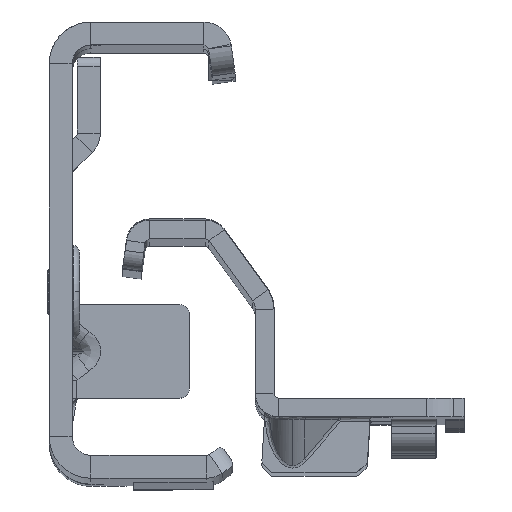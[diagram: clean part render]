
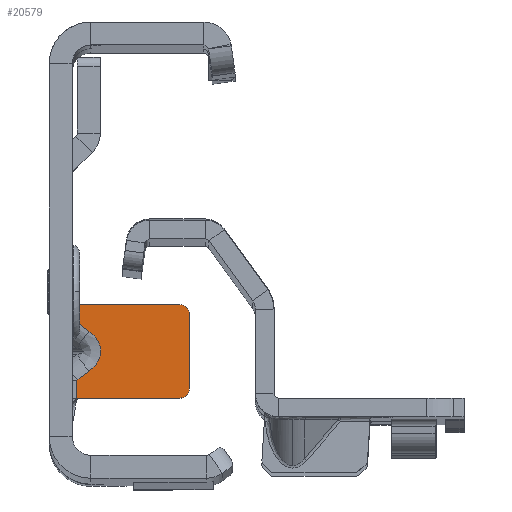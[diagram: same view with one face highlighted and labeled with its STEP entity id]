
A CAD part, top view. The second image highlights one B-rep face of the part: STEP entity #20579.
In plain terms, the highlighted planar face has unit normal (0, 0, 1).
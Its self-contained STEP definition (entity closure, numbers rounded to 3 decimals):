
#46 = VERTEX_POINT ( 'NONE', #11560 ) ;
#260 = CARTESIAN_POINT ( 'NONE',  ( 0.5, 22.3, -491.5 ) ) ;
#283 = AXIS2_PLACEMENT_3D ( 'NONE', #1447, #4476, #14260 ) ;
#547 = CARTESIAN_POINT ( 'NONE',  ( 1.778, -7.393, -491.5 ) ) ;
#617 = CARTESIAN_POINT ( 'NONE',  ( 0.5, -14.55, -491.5 ) ) ;
#802 = DIRECTION ( 'NONE',  ( 0., 1., 0. ) ) ;
#1447 = CARTESIAN_POINT ( 'NONE',  ( -7.344, 22.3, -491.5 ) ) ;
#2326 = LINE ( 'NONE', #7668, #3073 ) ;
#2486 = EDGE_LOOP ( 'NONE', ( #4350, #17612, #15890, #21299, #7474, #19154, #27604, #34753, #34041, #24290, #34458, #9681 ) ) ;
#2515 = CARTESIAN_POINT ( 'NONE',  ( 11.5, -13.55, -491.5 ) ) ;
#3073 = VECTOR ( 'NONE', #7833, 1000. ) ;
#3215 = VERTEX_POINT ( 'NONE', #22348 ) ;
#3659 = DIRECTION ( 'NONE',  ( -1., 0., 0. ) ) ;
#3690 = EDGE_CURVE ( 'NONE', #33057, #3215, #20587, .T. ) ;
#4350 = ORIENTED_EDGE ( 'NONE', *, *, #8325, .F. ) ;
#4476 = DIRECTION ( 'NONE',  ( 0., 0., -1. ) ) ;
#4620 = EDGE_CURVE ( 'NONE', #9640, #10116, #7783, .T. ) ;
#4872 = EDGE_CURVE ( 'NONE', #34730, #3215, #30627, .T. ) ;
#5785 = CARTESIAN_POINT ( 'NONE',  ( 0.64, -14.55, -491.5 ) ) ;
#5878 = CARTESIAN_POINT ( 'NONE',  ( 2.628, -11.106, -491.5 ) ) ;
#5947 = DIRECTION ( 'NONE',  ( 0., 1., 0. ) ) ;
#6072 = EDGE_CURVE ( 'NONE', #9637, #33057, #30061, .T. ) ;
#6260 = VECTOR ( 'NONE', #3659, 1000. ) ;
#6287 = CARTESIAN_POINT ( 'NONE',  ( 11.5, -4.55, -491.5 ) ) ;
#6463 =( BOUNDED_CURVE ( )  B_SPLINE_CURVE ( 3, ( #24238, #29838, #32669, #547 ),
 .UNSPECIFIED., .F., .F. ) 
 B_SPLINE_CURVE_WITH_KNOTS ( ( 4, 4 ),
 ( 2.356, 3.927 ),
 .UNSPECIFIED. ) 
 CURVE ( )  GEOMETRIC_REPRESENTATION_ITEM ( )  RATIONAL_B_SPLINE_CURVE ( ( 1., 0.805, 0.805, 1. ) ) 
 REPRESENTATION_ITEM ( '' )  );
#6498 = VECTOR ( 'NONE', #15935, 1000. ) ;
#6870 = VERTEX_POINT ( 'NONE', #27297 ) ;
#6923 = EDGE_CURVE ( 'NONE', #18321, #34730, #12678, .T. ) ;
#7201 = AXIS2_PLACEMENT_3D ( 'NONE', #2515, #10818, #29826 ) ;
#7474 = ORIENTED_EDGE ( 'NONE', *, *, #28991, .T. ) ;
#7505 = EDGE_CURVE ( 'NONE', #46, #31554, #15761, .T. ) ;
#7668 = CARTESIAN_POINT ( 'NONE',  ( 12.5, 22.3, -491.5 ) ) ;
#7684 = CARTESIAN_POINT ( 'NONE',  ( 1.35, -7.091, -491.5 ) ) ;
#7783 = LINE ( 'NONE', #20835, #15293 ) ;
#7796 = EDGE_CURVE ( 'NONE', #18834, #6870, #6463, .T. ) ;
#7833 = DIRECTION ( 'NONE',  ( 0., 1., 0. ) ) ;
#7852 = CARTESIAN_POINT ( 'NONE',  ( 1.778, -11.707, -491.5 ) ) ;
#8325 = EDGE_CURVE ( 'NONE', #6870, #9637, #31798, .T. ) ;
#8472 = EDGE_CURVE ( 'NONE', #10116, #12341, #34754, .T. ) ;
#8508 = CARTESIAN_POINT ( 'NONE',  ( 12.5, -13.55, -491.5 ) ) ;
#9111 = CARTESIAN_POINT ( 'NONE',  ( 0.57, -4.55, -491.5 ) ) ;
#9637 = VERTEX_POINT ( 'NONE', #20946 ) ;
#9640 = VERTEX_POINT ( 'NONE', #31666 ) ;
#9681 = ORIENTED_EDGE ( 'NONE', *, *, #6072, .F. ) ;
#10116 = VERTEX_POINT ( 'NONE', #27706 ) ;
#10818 = DIRECTION ( 'NONE',  ( 0., 0., 1. ) ) ;
#11560 = CARTESIAN_POINT ( 'NONE',  ( 0.5, -14.55, -491.5 ) ) ;
#12341 = VERTEX_POINT ( 'NONE', #8508 ) ;
#12678 = CIRCLE ( 'NONE', #27272, 1. ) ;
#13908 = CARTESIAN_POINT ( 'NONE',  ( 0.71, -14.55, -491.5 ) ) ;
#14260 = DIRECTION ( 'NONE',  ( 0., 1., 0. ) ) ;
#15293 = VECTOR ( 'NONE', #29243, 1000. ) ;
#15761 = LINE ( 'NONE', #21208, #6498 ) ;
#15890 = ORIENTED_EDGE ( 'NONE', *, *, #19027, .F. ) ;
#15935 = DIRECTION ( 'NONE',  ( 0., 1., 0. ) ) ;
#16391 = CARTESIAN_POINT ( 'NONE',  ( 11.5, -5.55, -491.5 ) ) ;
#16769 = VECTOR ( 'NONE', #31087, 1000. ) ;
#17205 = CARTESIAN_POINT ( 'NONE',  ( 0.71, -4.55, -491.5 ) ) ;
#17612 = ORIENTED_EDGE ( 'NONE', *, *, #7796, .F. ) ;
#18321 = VERTEX_POINT ( 'NONE', #28330 ) ;
#18747 = B_SPLINE_CURVE_WITH_KNOTS ( 'NONE', 3,
 ( #617, #30231, #5785, #13908 ),
 .UNSPECIFIED., .F., .F.,
 ( 4, 4 ),
 ( 0., 0. ),
 .UNSPECIFIED. ) ;
#18834 = VERTEX_POINT ( 'NONE', #7852 ) ;
#19027 = EDGE_CURVE ( 'NONE', #31554, #18834, #32661, .T. ) ;
#19154 = ORIENTED_EDGE ( 'NONE', *, *, #4620, .T. ) ;
#19590 = CARTESIAN_POINT ( 'NONE',  ( -7.344, -4.55, -491.5 ) ) ;
#20020 = CARTESIAN_POINT ( 'NONE',  ( 0.5, -12.61, -491.5 ) ) ;
#20579 = ADVANCED_FACE ( 'NONE', ( #25811 ), #28610, .F. ) ;
#20587 = B_SPLINE_CURVE_WITH_KNOTS ( 'NONE', 3,
 ( #33224, #9111, #30560, #17205 ),
 .UNSPECIFIED., .F., .F.,
 ( 4, 4 ),
 ( 0., 0. ),
 .UNSPECIFIED. ) ;
#20835 = CARTESIAN_POINT ( 'NONE',  ( -7.344, -14.55, -491.5 ) ) ;
#20946 = CARTESIAN_POINT ( 'NONE',  ( 0.5, -6.49, -491.5 ) ) ;
#21208 = CARTESIAN_POINT ( 'NONE',  ( 0.5, 22.3, -491.5 ) ) ;
#21299 = ORIENTED_EDGE ( 'NONE', *, *, #7505, .F. ) ;
#22139 = VECTOR ( 'NONE', #5947, 1000. ) ;
#22348 = CARTESIAN_POINT ( 'NONE',  ( 0.71, -4.55, -491.5 ) ) ;
#24238 = CARTESIAN_POINT ( 'NONE',  ( 1.778, -11.707, -491.5 ) ) ;
#24290 = ORIENTED_EDGE ( 'NONE', *, *, #4872, .T. ) ;
#25087 = DIRECTION ( 'NONE',  ( 0.816, 0.577, 0. ) ) ;
#25811 = FACE_OUTER_BOUND ( 'NONE', #2486, .T. ) ;
#27272 = AXIS2_PLACEMENT_3D ( 'NONE', #16391, #33096, #802 ) ;
#27297 = CARTESIAN_POINT ( 'NONE',  ( 1.778, -7.393, -491.5 ) ) ;
#27604 = ORIENTED_EDGE ( 'NONE', *, *, #8472, .T. ) ;
#27706 = CARTESIAN_POINT ( 'NONE',  ( 11.5, -14.55, -491.5 ) ) ;
#27993 = EDGE_CURVE ( 'NONE', #12341, #18321, #2326, .T. ) ;
#28330 = CARTESIAN_POINT ( 'NONE',  ( 12.5, -5.55, -491.5 ) ) ;
#28610 = PLANE ( 'NONE',  #283 ) ;
#28991 = EDGE_CURVE ( 'NONE', #46, #9640, #18747, .T. ) ;
#29243 = DIRECTION ( 'NONE',  ( 1., 0., 0. ) ) ;
#29826 = DIRECTION ( 'NONE',  ( 0., 1., 0. ) ) ;
#29838 = CARTESIAN_POINT ( 'NONE',  ( 3.565, -10.443, -491.5 ) ) ;
#30061 = LINE ( 'NONE', #260, #22139 ) ;
#30231 = CARTESIAN_POINT ( 'NONE',  ( 0.57, -14.55, -491.5 ) ) ;
#30560 = CARTESIAN_POINT ( 'NONE',  ( 0.64, -4.55, -491.5 ) ) ;
#30627 = LINE ( 'NONE', #19590, #6260 ) ;
#31087 = DIRECTION ( 'NONE',  ( -0.816, 0.577, 0. ) ) ;
#31554 = VERTEX_POINT ( 'NONE', #20020 ) ;
#31666 = CARTESIAN_POINT ( 'NONE',  ( 0.71, -14.55, -491.5 ) ) ;
#31719 = VECTOR ( 'NONE', #25087, 1000. ) ;
#31798 = LINE ( 'NONE', #7684, #16769 ) ;
#32661 = LINE ( 'NONE', #5878, #31719 ) ;
#32669 = CARTESIAN_POINT ( 'NONE',  ( 3.565, -8.657, -491.5 ) ) ;
#33057 = VERTEX_POINT ( 'NONE', #33252 ) ;
#33096 = DIRECTION ( 'NONE',  ( 0., 0., 1. ) ) ;
#33224 = CARTESIAN_POINT ( 'NONE',  ( 0.5, -4.55, -491.5 ) ) ;
#33252 = CARTESIAN_POINT ( 'NONE',  ( 0.5, -4.55, -491.5 ) ) ;
#34041 = ORIENTED_EDGE ( 'NONE', *, *, #6923, .T. ) ;
#34458 = ORIENTED_EDGE ( 'NONE', *, *, #3690, .F. ) ;
#34730 = VERTEX_POINT ( 'NONE', #6287 ) ;
#34753 = ORIENTED_EDGE ( 'NONE', *, *, #27993, .T. ) ;
#34754 = CIRCLE ( 'NONE', #7201, 1. ) ;
